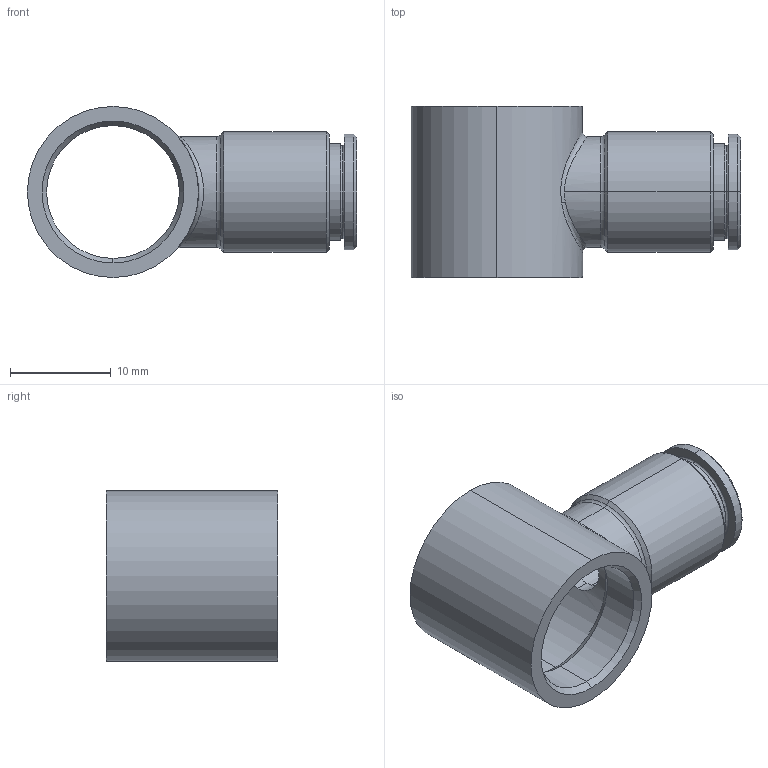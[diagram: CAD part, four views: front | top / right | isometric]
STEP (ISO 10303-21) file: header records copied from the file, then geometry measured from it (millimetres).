
FILE_DESCRIPTION (( 'STEP AP203' ), '1' );
FILE_NAME ('X0250032.STEP', '2010-10-29T09:21:03', ( '' ), ( 'sopra-pneumatic' ), 'SwSTEP 2.0', 'SolidWorks 2009', '' );
FILE_SCHEMA (( 'CONFIG_CONTROL_DESIGN' ));
Length unit declared in the file: millimetre
Products named in the file (1): X0250032
Bounding box: 32.7 x 17 x 17 mm (x, y, z)
Volume: 2572.2 mm3; surface area: 2761.8 mm2
Topology: 1 solids, 1 shells, 51 faces, 106 edges, 60 vertices
Faces by surface type: cylinder 20, cone 18, torus 6, plane 5, bspline 2
Entity records: 2541 total; most frequent: CARTESIAN_POINT 1352, DIRECTION 258, ORIENTED_EDGE 212, AXIS2_PLACEMENT_3D 110, EDGE_CURVE 106, CIRCLE 60, VERTEX_POINT 60, EDGE_LOOP 58
